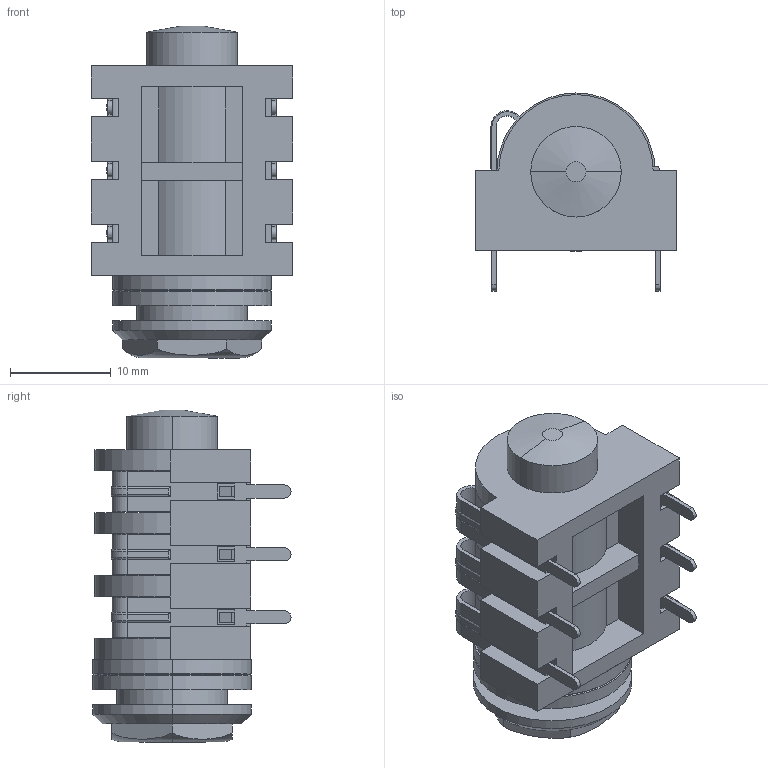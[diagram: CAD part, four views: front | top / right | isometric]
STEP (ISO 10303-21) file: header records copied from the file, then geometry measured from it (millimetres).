
FILE_DESCRIPTION (( 'STEP AP214' ), '1' );
FILE_NAME ('ACJM-IH.STEP', '2022-09-28T10:00:56', ( '' ), ( '' ), 'SwSTEP 2.0', 'SolidWorks 2017', '' );
FILE_SCHEMA (( 'AUTOMOTIVE_DESIGN' ));
Length unit declared in the file: millimetre
Products named in the file (2): ACJM-IH
Assembly tree (1 placements, depth 2):
  ACJM-IH
    ACJM-IH
Bounding box: 20 x 19.7 x 33 mm (x, y, z)
Volume: 4270.7 mm3; surface area: 5677.2 mm2
Topology: 10 solids, 10 shells, 368 faces, 950 edges, 610 vertices
Faces by surface type: plane 252, cylinder 92, torus 14, cone 10
Entity records: 11329 total; most frequent: CARTESIAN_POINT 2112, ORIENTED_EDGE 1900, DIRECTION 1840, EDGE_CURVE 950, LINE 732, VECTOR 732, VERTEX_POINT 610, AXIS2_PLACEMENT_3D 554
